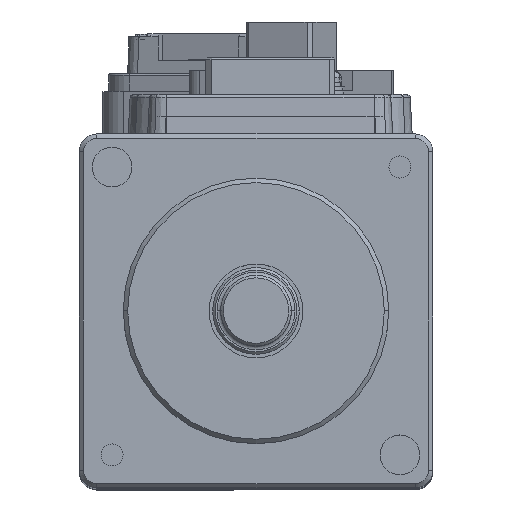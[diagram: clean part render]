
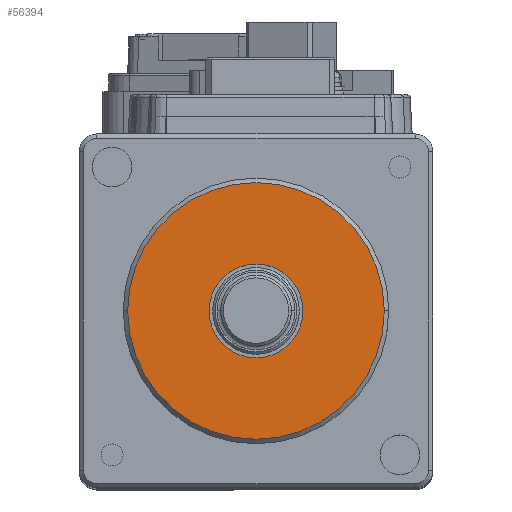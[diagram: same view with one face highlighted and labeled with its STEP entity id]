
A CAD part, top view. The second image highlights one B-rep face of the part: STEP entity #56394.
In plain terms, the highlighted planar face has unit normal (0, 0, 1).
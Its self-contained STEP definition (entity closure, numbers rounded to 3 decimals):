
#586 = ORIENTED_EDGE ( 'NONE', *, *, #56532, .T. ) ;
#587 = ORIENTED_EDGE ( 'NONE', *, *, #56533, .F. ) ;
#590 = ORIENTED_EDGE ( 'NONE', *, *, #56526, .T. ) ;
#628 = ORIENTED_EDGE ( 'NONE', *, *, #56426, .F. ) ;
#4193 = EDGE_LOOP ( 'NONE', ( #587, #628 ) ) ;
#4236 = EDGE_LOOP ( 'NONE', ( #590, #586 ) ) ;
#9464 = FACE_OUTER_BOUND ( 'NONE', #4236, .T. ) ;
#9505 = FACE_BOUND ( 'NONE', #4193, .T. ) ;
#9542 = DIRECTION ( 'NONE',  ( 0., 0., 1. ) ) ;
#9543 = DIRECTION ( 'NONE',  ( 1., 0., 0. ) ) ;
#9544 = CARTESIAN_POINT ( 'NONE',  ( 0., -44.141, 36. ) ) ;
#9571 = PLANE ( 'NONE',  #10125 ) ;
#10125 = AXIS2_PLACEMENT_3D ( 'NONE', #9544, #9542, #9543 ) ;
#10323 = CIRCLE ( 'NONE', #10383, 5.3 ) ;
#10383 = AXIS2_PLACEMENT_3D ( 'NONE', #12632, #12641, #12680 ) ;
#10665 = CIRCLE ( 'NONE', #10712, 14.5 ) ;
#10670 = CIRCLE ( 'NONE', #10749, 5.3 ) ;
#10672 = AXIS2_PLACEMENT_3D ( 'NONE', #11720, #11694, #11707 ) ;
#10674 = CIRCLE ( 'NONE', #10672, 14.5 ) ;
#10712 = AXIS2_PLACEMENT_3D ( 'NONE', #11703, #11686, #11702 ) ;
#10749 = AXIS2_PLACEMENT_3D ( 'NONE', #11688, #11689, #11692 ) ;
#11686 = DIRECTION ( 'NONE',  ( 0., 0., 1. ) ) ;
#11688 = CARTESIAN_POINT ( 'NONE',  ( 0., 0., 36. ) ) ;
#11689 = DIRECTION ( 'NONE',  ( 0., 0., 1. ) ) ;
#11692 = DIRECTION ( 'NONE',  ( 1., 0., 0. ) ) ;
#11694 = DIRECTION ( 'NONE',  ( 0., 0., 1. ) ) ;
#11702 = DIRECTION ( 'NONE',  ( 1., 0., 0. ) ) ;
#11703 = CARTESIAN_POINT ( 'NONE',  ( 0., 0., 36. ) ) ;
#11707 = DIRECTION ( 'NONE',  ( 1., 0., 0. ) ) ;
#11720 = CARTESIAN_POINT ( 'NONE',  ( 0., 0., 36. ) ) ;
#12632 = CARTESIAN_POINT ( 'NONE',  ( 0., 0., 36. ) ) ;
#12641 = DIRECTION ( 'NONE',  ( 0., 0., 1. ) ) ;
#12680 = DIRECTION ( 'NONE',  ( 1., 0., 0. ) ) ;
#32983 = VERTEX_POINT ( 'NONE', #71569 ) ;
#33143 = VERTEX_POINT ( 'NONE', #71659 ) ;
#33190 = VERTEX_POINT ( 'NONE', #71668 ) ;
#33251 = VERTEX_POINT ( 'NONE', #71674 ) ;
#56394 = ADVANCED_FACE ( 'NONE', ( #9464, #9505 ), #9571, .T. ) ;
#56426 = EDGE_CURVE ( 'NONE', #32983, #33190, #10323, .T. ) ;
#56526 = EDGE_CURVE ( 'NONE', #33251, #33143, #10674, .T. ) ;
#56532 = EDGE_CURVE ( 'NONE', #33143, #33251, #10665, .T. ) ;
#56533 = EDGE_CURVE ( 'NONE', #33190, #32983, #10670, .T. ) ;
#71569 = CARTESIAN_POINT ( 'NONE',  ( -5.3, 0., 36. ) ) ;
#71659 = CARTESIAN_POINT ( 'NONE',  ( 14.5, 0., 36. ) ) ;
#71668 = CARTESIAN_POINT ( 'NONE',  ( 5.3, 0., 36. ) ) ;
#71674 = CARTESIAN_POINT ( 'NONE',  ( -14.5, 0., 36. ) ) ;
